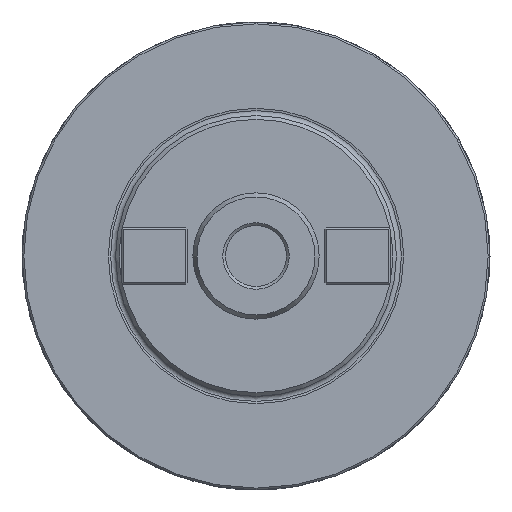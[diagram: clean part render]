
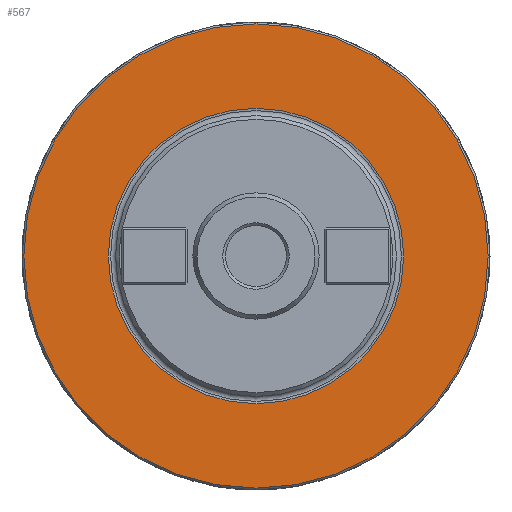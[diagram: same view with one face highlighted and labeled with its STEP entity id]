
A CAD part, left-side view. The second image highlights one B-rep face of the part: STEP entity #567.
In plain terms, the highlighted planar face has unit normal (-1, 0, 0).
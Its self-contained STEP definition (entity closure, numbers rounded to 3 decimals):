
#474=FACE_BOUND('',#843,.T.);
#475=FACE_BOUND('',#844,.T.);
#567=ADVANCED_FACE('',(#474,#475),#640,.F.);
#640=PLANE('',#2281);
#843=EDGE_LOOP('',(#1505));
#844=EDGE_LOOP('',(#1506));
#1505=ORIENTED_EDGE('',*,*,#2027,.T.);
#1506=ORIENTED_EDGE('',*,*,#2028,.F.);
#1803=VERTEX_POINT('',#3668);
#1804=VERTEX_POINT('',#3670);
#2027=EDGE_CURVE('',#1803,#1803,#2145,.T.);
#2028=EDGE_CURVE('',#1804,#1804,#2146,.T.);
#2145=CIRCLE('',#2279,49.6);
#2146=CIRCLE('',#2280,31.555);
#2279=AXIS2_PLACEMENT_3D('',#3667,#2654,#2655);
#2280=AXIS2_PLACEMENT_3D('',#3669,#2656,#2657);
#2281=AXIS2_PLACEMENT_3D('',#3671,#2658,#2659);
#2654=DIRECTION('',(-1.,0.,0.));
#2655=DIRECTION('',(0.,0.,-1.));
#2656=DIRECTION('',(-1.,0.,0.));
#2657=DIRECTION('',(0.,0.,-1.));
#2658=DIRECTION('',(1.,0.,0.));
#2659=DIRECTION('',(0.,0.,-1.));
#3667=CARTESIAN_POINT('',(83.5,0.,0.));
#3668=CARTESIAN_POINT('',(83.5,0.,-49.6));
#3669=CARTESIAN_POINT('',(83.5,0.,0.));
#3670=CARTESIAN_POINT('',(83.5,0.,-31.555));
#3671=CARTESIAN_POINT('',(83.5,31.555,0.));
